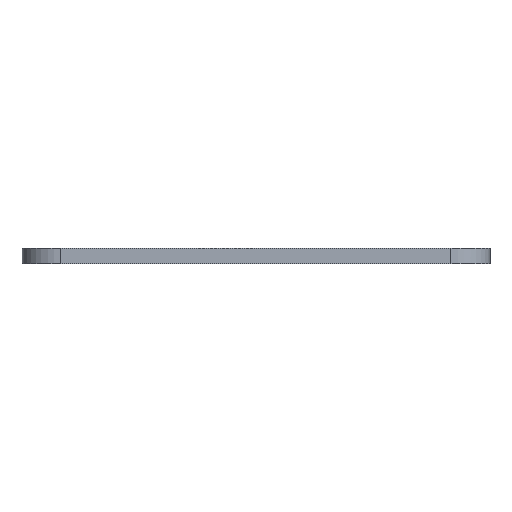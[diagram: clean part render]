
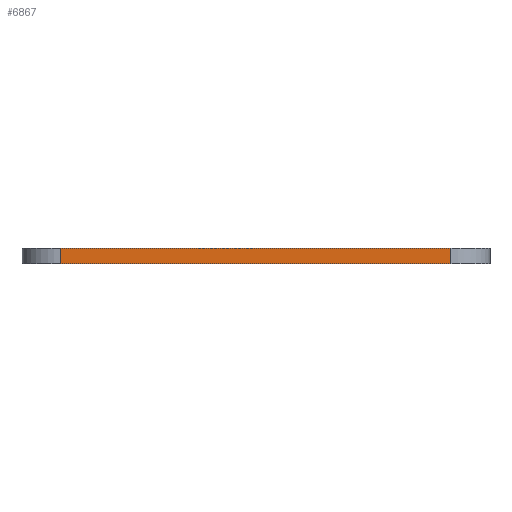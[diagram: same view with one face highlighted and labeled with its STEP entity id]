
A CAD part, front view. The second image highlights one B-rep face of the part: STEP entity #6867.
In plain terms, the highlighted planar face has unit normal (0, -1, 0).
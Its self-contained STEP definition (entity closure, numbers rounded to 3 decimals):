
#369=PLANE('',#7390);
#691=FACE_OUTER_BOUND('',#1016,.T.);
#1016=EDGE_LOOP('',(#5782,#5783,#5784,#5785));
#1919=LINE('',#11115,#2698);
#1920=LINE('',#11118,#2699);
#1921=LINE('',#11120,#2700);
#1922=LINE('',#11121,#2701);
#2698=VECTOR('',#9171,10.);
#2699=VECTOR('',#9174,10.);
#2700=VECTOR('',#9175,10.);
#2701=VECTOR('',#9176,10.);
#3533=VERTEX_POINT('',#11108);
#3536=VERTEX_POINT('',#11113);
#3537=VERTEX_POINT('',#11117);
#3538=VERTEX_POINT('',#11119);
#4497=EDGE_CURVE('',#3533,#3536,#1919,.T.);
#4498=EDGE_CURVE('',#3537,#3533,#1920,.T.);
#4499=EDGE_CURVE('',#3538,#3536,#1921,.T.);
#4500=EDGE_CURVE('',#3537,#3538,#1922,.T.);
#5782=ORIENTED_EDGE('',*,*,#4498,.T.);
#5783=ORIENTED_EDGE('',*,*,#4497,.T.);
#5784=ORIENTED_EDGE('',*,*,#4499,.F.);
#5785=ORIENTED_EDGE('',*,*,#4500,.F.);
#6867=ADVANCED_FACE('',(#691),#369,.T.);
#7390=AXIS2_PLACEMENT_3D('',#11116,#9172,#9173);
#9171=DIRECTION('',(0.,0.,1.));
#9172=DIRECTION('center_axis',(0.,-1.,0.));
#9173=DIRECTION('ref_axis',(1.,0.,0.));
#9174=DIRECTION('',(1.,0.,0.));
#9175=DIRECTION('',(1.,0.,0.));
#9176=DIRECTION('',(0.,0.,1.));
#11108=CARTESIAN_POINT('',(230.,-100.,78.));
#11113=CARTESIAN_POINT('',(230.,-100.,82.));
#11115=CARTESIAN_POINT('',(230.,-100.,78.));
#11116=CARTESIAN_POINT('Origin',(130.,-100.,78.));
#11117=CARTESIAN_POINT('',(130.,-100.,78.));
#11118=CARTESIAN_POINT('',(130.,-100.,78.));
#11119=CARTESIAN_POINT('',(130.,-100.,82.));
#11120=CARTESIAN_POINT('',(130.,-100.,82.));
#11121=CARTESIAN_POINT('',(130.,-100.,78.));
